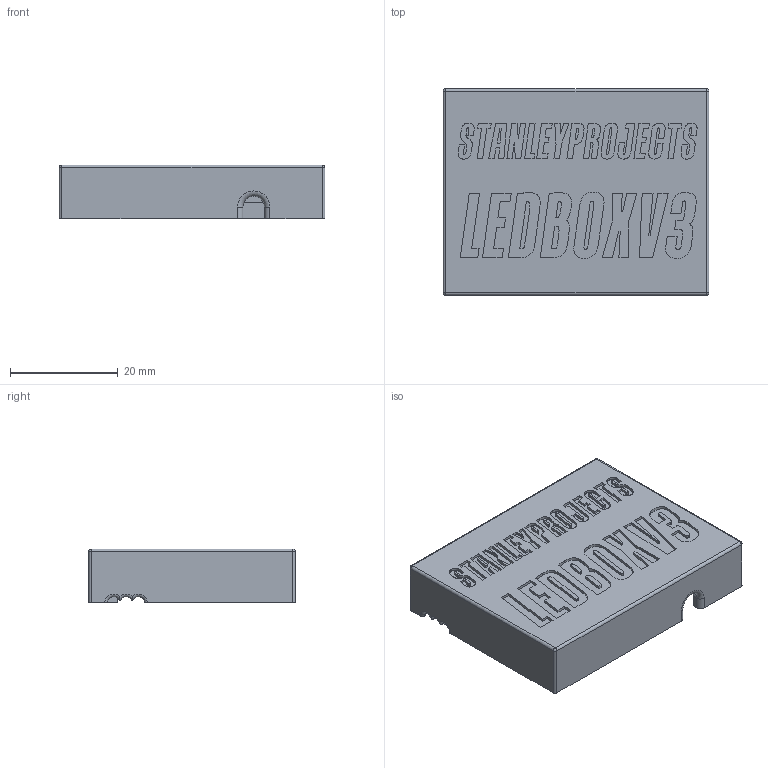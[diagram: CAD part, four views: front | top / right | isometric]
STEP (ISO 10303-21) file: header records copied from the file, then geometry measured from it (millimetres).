
FILE_DESCRIPTION(('FreeCAD Model'),'2;1');
FILE_NAME('Open CASCADE Shape Model','2024-05-20T19:22:59',(''),(''), 'Open CASCADE STEP processor 7.6','FreeCAD','Unknown');
FILE_SCHEMA(('AUTOMOTIVE_DESIGN { 1 0 10303 214 1 1 1 1 }'));
Length unit declared in the file: millimetre
Products named in the file (1): LedBoxV3_REV_00_Top_V0
Bounding box: 49.4 x 38.4 x 10 mm (x, y, z)
Volume: 6274.6 mm3; surface area: 7050.8 mm2
Topology: 1 solids, 1 shells, 465 faces, 1286 edges, 850 vertices
Faces by surface type: plane 303, bspline 136, cylinder 18, torus 4, sphere 4
Entity records: 19150 total; most frequent: CARTESIAN_POINT 8185, ORIENTED_EDGE 2564, DIRECTION 1706, EDGE_CURVE 1282, LINE 960, VECTOR 960, VERTEX_POINT 850, FACE_BOUND 496
